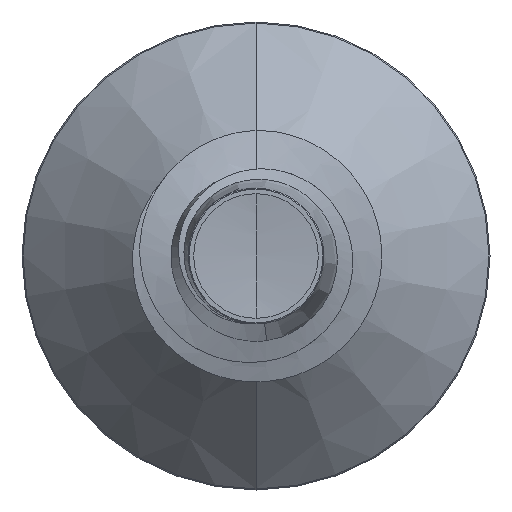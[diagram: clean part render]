
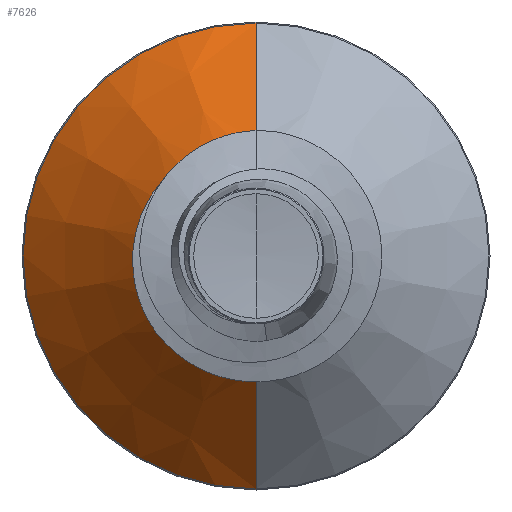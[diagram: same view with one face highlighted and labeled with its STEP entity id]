
A CAD part, front view. The second image highlights one B-rep face of the part: STEP entity #7626.
In plain terms, the highlighted conical face has half-angle 45 degrees and reference radius 2.301 mm.
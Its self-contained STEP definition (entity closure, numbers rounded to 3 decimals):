
#934 = VECTOR ( 'NONE', #9804, 1000. ) ;
#1090 = AXIS2_PLACEMENT_3D ( 'NONE', #8008, #8367, #4550 ) ;
#1202 = VERTEX_POINT ( 'NONE', #5635 ) ;
#1943 = FACE_OUTER_BOUND ( 'NONE', #4184, .T. ) ;
#2770 = AXIS2_PLACEMENT_3D ( 'NONE', #8745, #8985, #8798 ) ;
#3503 = CARTESIAN_POINT ( 'NONE',  ( 0., 5.228, 4.628 ) ) ;
#3650 = AXIS2_PLACEMENT_3D ( 'NONE', #7039, #7008, #6986 ) ;
#3663 = EDGE_CURVE ( 'NONE', #5915, #8793, #3813, .T. ) ;
#3707 = VERTEX_POINT ( 'NONE', #9538 ) ;
#3813 = LINE ( 'NONE', #4390, #934 ) ;
#4048 = ORIENTED_EDGE ( 'NONE', *, *, #9086, .T. ) ;
#4184 = EDGE_LOOP ( 'NONE', ( #7871, #4048, #6308, #8098 ) ) ;
#4186 = CONICAL_SURFACE ( 'NONE', #2770, 2.301, 0.785 ) ;
#4279 = EDGE_CURVE ( 'NONE', #1202, #8793, #8019, .T. ) ;
#4390 = CARTESIAN_POINT ( 'NONE',  ( 0., 2.901, 2.301 ) ) ;
#4550 = DIRECTION ( 'NONE',  ( 0., 0., 1. ) ) ;
#5427 = VECTOR ( 'NONE', #10242, 1000. ) ;
#5635 = CARTESIAN_POINT ( 'NONE',  ( 0., 5.228, -4.628 ) ) ;
#5915 = VERTEX_POINT ( 'NONE', #9511 ) ;
#6308 = ORIENTED_EDGE ( 'NONE', *, *, #3663, .T. ) ;
#6892 = CIRCLE ( 'NONE', #1090, 2.301 ) ;
#6986 = DIRECTION ( 'NONE',  ( 0., 0., 1. ) ) ;
#7008 = DIRECTION ( 'NONE',  ( 0., 1., 0. ) ) ;
#7039 = CARTESIAN_POINT ( 'NONE',  ( 0., 5.228, 0. ) ) ;
#7626 = ADVANCED_FACE ( 'NONE', ( #1943 ), #4186, .T. ) ;
#7871 = ORIENTED_EDGE ( 'NONE', *, *, #8035, .F. ) ;
#8008 = CARTESIAN_POINT ( 'NONE',  ( 0., 2.901, 0. ) ) ;
#8019 = CIRCLE ( 'NONE', #3650, 4.628 ) ;
#8035 = EDGE_CURVE ( 'NONE', #3707, #1202, #8961, .T. ) ;
#8098 = ORIENTED_EDGE ( 'NONE', *, *, #4279, .F. ) ;
#8367 = DIRECTION ( 'NONE',  ( 0., 1., 0. ) ) ;
#8745 = CARTESIAN_POINT ( 'NONE',  ( 0., 2.901, 0. ) ) ;
#8793 = VERTEX_POINT ( 'NONE', #3503 ) ;
#8798 = DIRECTION ( 'NONE',  ( 0., 0., 1. ) ) ;
#8961 = LINE ( 'NONE', #9612, #5427 ) ;
#8985 = DIRECTION ( 'NONE',  ( 0., 1., 0. ) ) ;
#9086 = EDGE_CURVE ( 'NONE', #3707, #5915, #6892, .T. ) ;
#9511 = CARTESIAN_POINT ( 'NONE',  ( 0., 2.901, 2.301 ) ) ;
#9538 = CARTESIAN_POINT ( 'NONE',  ( 0., 2.901, -2.301 ) ) ;
#9612 = CARTESIAN_POINT ( 'NONE',  ( 0., 2.901, -2.301 ) ) ;
#9804 = DIRECTION ( 'NONE',  ( 0., 0.707, 0.707 ) ) ;
#10242 = DIRECTION ( 'NONE',  ( 0., 0.707, -0.707 ) ) ;
